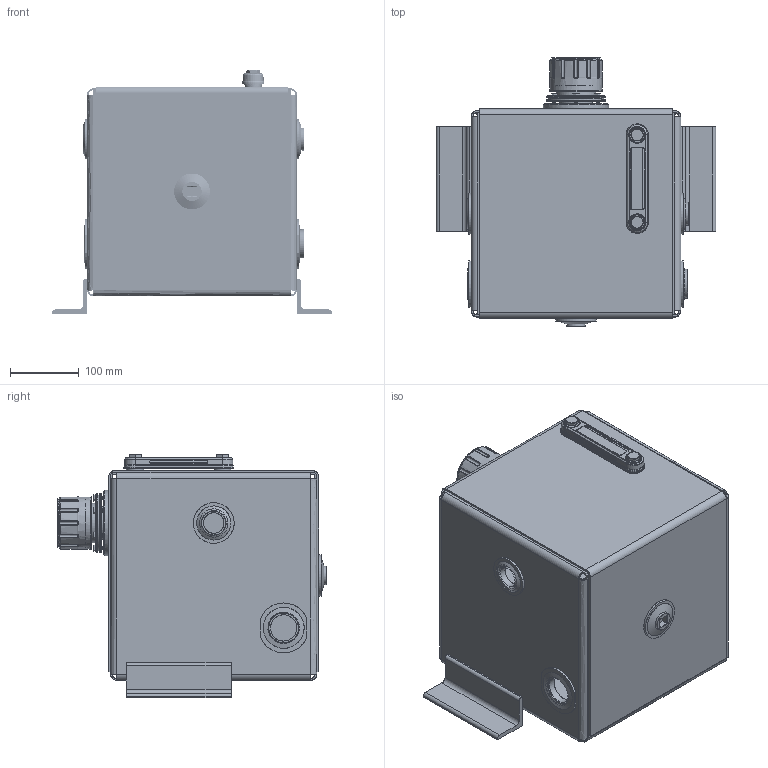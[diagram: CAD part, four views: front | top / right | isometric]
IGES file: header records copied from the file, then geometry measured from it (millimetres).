
Start section: SolidWorks IGES file using analytic representation for surfaces
Global section: file name: PX1036726A.igs; native system: SolidWorks 2015; preprocessor: SolidWorks 2015; author: smtservice; date: 190125.165703; units: millimetre
Bounding box: 406.4 x 389.64 x 354.05 mm (x, y, z)
Surface area: 1542354.6 mm2 (no closed solid volume)
Topology: 0 solids, 0 shells, 1328 faces, 36694 edges, 36408 vertices
Faces by surface type: bspline 866, revolution 462
